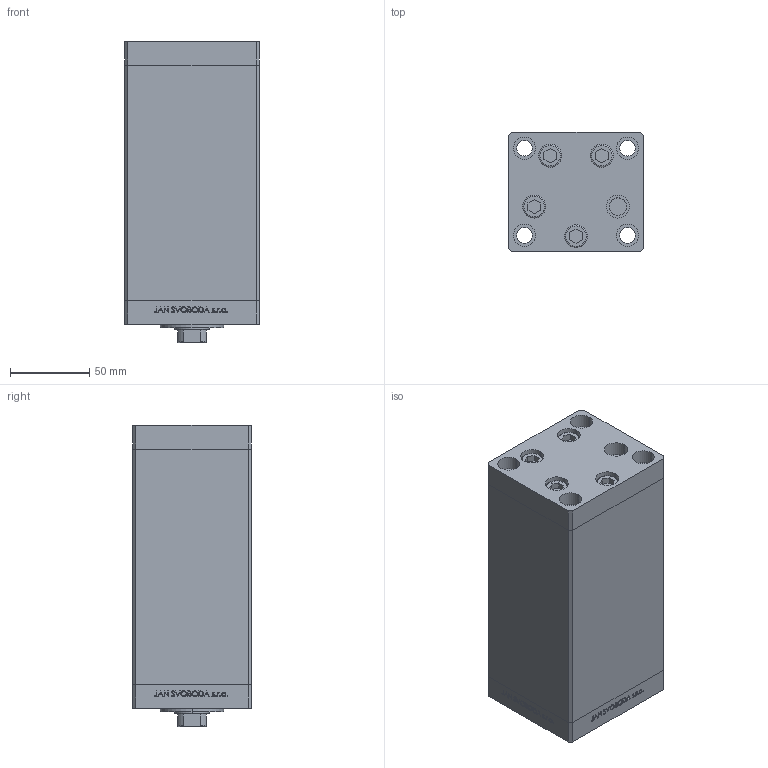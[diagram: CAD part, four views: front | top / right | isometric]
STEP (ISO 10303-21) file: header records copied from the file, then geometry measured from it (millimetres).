
FILE_DESCRIPTION (( 'STEP AP203' ), '1' );
FILE_NAME ('4eb1.STEP', '2024-01-08T21:11:10', ( '' ), ( '' ), 'SwSTEP 2.0', 'SolidWorks 2019', '' );
FILE_SCHEMA (( 'CONFIG_CONTROL_DESIGN' ));
Length unit declared in the file: millimetre
Products named in the file (6): 4eb1; V220C FRONT c271e1714ddbe3b295013b3c0b2c1f36; ALLEN BOLT c271e1714ddbe3b295013b3c0b2c1f36; V220C_VC_C c271e1714ddbe3b295013b3c0b2c1f36; V220C_C MIDDLE c271e1714ddbe3b295013b3c0b2c1f36; V220C BACK_C c271e1714ddbe3b295013b3c0b2c1f36
Assembly tree (13 placements, depth 2):
  4eb1
    ALLEN BOLT c271e1714ddbe3b295013b3c0b2c1f36  x9
    V220C_C MIDDLE c271e1714ddbe3b295013b3c0b2c1f36
    V220C FRONT c271e1714ddbe3b295013b3c0b2c1f36
    V220C_VC_C c271e1714ddbe3b295013b3c0b2c1f36
    V220C BACK_C c271e1714ddbe3b295013b3c0b2c1f36
Bounding box: 85 x 75 x 190 mm (x, y, z)
Volume: 945382.4 mm3; surface area: 180491.8 mm2
Topology: 13 solids, 13 shells, 1171 faces, 2899 edges, 1903 vertices
Faces by surface type: plane 542, bspline 380, cylinder 167, cone 42, torus 40
Entity records: 49265 total; most frequent: CARTESIAN_POINT 26567, ORIENTED_EDGE 5058, DIRECTION 3317, EDGE_CURVE 2529, VERTEX_POINT 1679, VECTOR 1467, LINE 1467, EDGE_LOOP 1178
